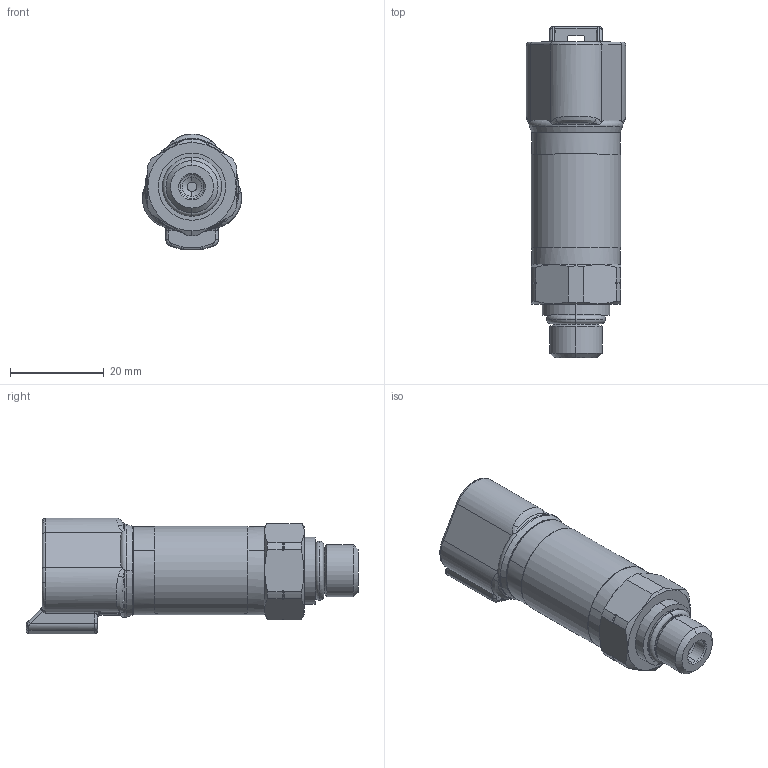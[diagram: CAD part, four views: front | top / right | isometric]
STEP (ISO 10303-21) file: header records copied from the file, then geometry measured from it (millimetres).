
FILE_DESCRIPTION (( 'STEP AP214' ), '1' );
FILE_NAME ('M91992deutsch.STEP', '2022-12-06T07:12:23', ( '' ), ( '' ), 'SwSTEP 2.0', 'SolidWorks 2021', '' );
FILE_SCHEMA (( 'AUTOMOTIVE_DESIGN' ));
Length unit declared in the file: millimetre
Products named in the file (1): M91992deutsch
Bounding box: 21.15 x 70.74 x 24.71 mm (x, y, z)
Volume: 14065.7 mm3; surface area: 6396.3 mm2
Topology: 2 solids, 2 shells, 351 faces, 876 edges, 539 vertices
Faces by surface type: cylinder 105, plane 79, bspline 70, torus 65, cone 28, sphere 4
Entity records: 18876 total; most frequent: CARTESIAN_POINT 7257, ORIENTED_EDGE 1742, DIRECTION 1470, EDGE_CURVE 871, AXIS2_PLACEMENT_3D 598, VERTEX_POINT 537, EDGE_LOOP 368, UNCERTAINTY_MEASURE_WITH_UNIT 351
